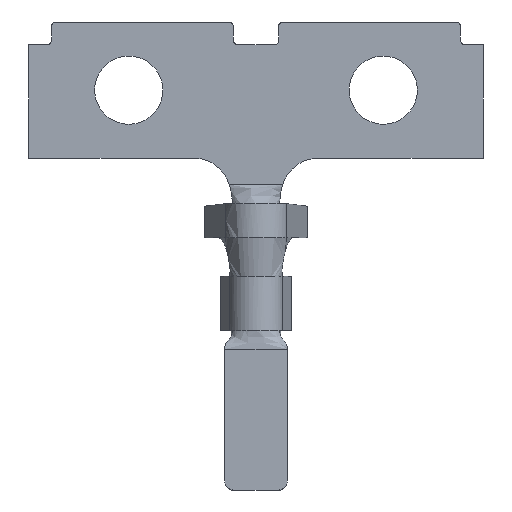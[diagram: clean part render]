
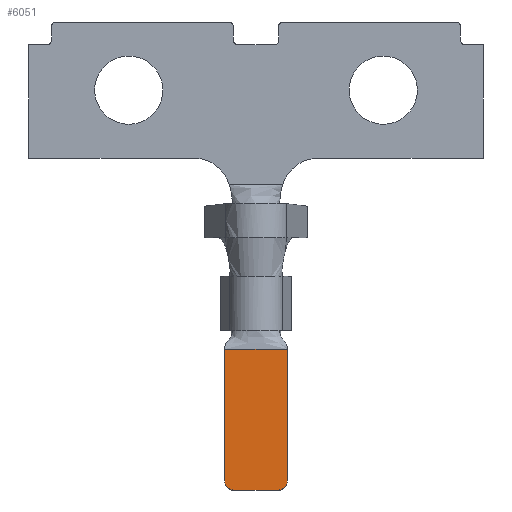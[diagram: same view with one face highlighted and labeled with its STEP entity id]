
A CAD part, front view. The second image highlights one B-rep face of the part: STEP entity #6051.
In plain terms, the highlighted planar face has unit normal (0, -1, 0).
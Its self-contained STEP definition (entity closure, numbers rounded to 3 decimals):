
#1429=CARTESIAN_POINT('',(-0.69,0.,-5.7));
#1430=VERTEX_POINT('',#1429);
#2721=CARTESIAN_POINT('',(0.69,0.,-5.7));
#2722=VERTEX_POINT('',#2721);
#4319=CARTESIAN_POINT('',(-0.69,0.,-5.7));
#4320=DIRECTION('',(1.,0.,0.));
#4321=VECTOR('',#4320,1.38);
#4322=LINE('',#4319,#4321);
#4323=EDGE_CURVE('',#1430,#2722,#4322,.T.);
#4342=CARTESIAN_POINT('',(-0.69,0.,-8.6));
#4343=VERTEX_POINT('',#4342);
#4350=CARTESIAN_POINT('',(-0.69,0.,-8.6));
#4351=DIRECTION('',(0.,0.,1.));
#4352=VECTOR('',#4351,2.9);
#4353=LINE('',#4350,#4352);
#4354=EDGE_CURVE('',#4343,#1430,#4353,.T.);
#5083=CARTESIAN_POINT('',(0.69,0.,-8.6));
#5084=VERTEX_POINT('',#5083);
#5085=CARTESIAN_POINT('',(0.69,0.,-8.6));
#5086=DIRECTION('',(0.,0.,1.));
#5087=VECTOR('',#5086,2.9);
#5088=LINE('',#5085,#5087);
#5089=EDGE_CURVE('',#5084,#2722,#5088,.T.);
#6017=CARTESIAN_POINT('',(0.69,0.,-8.8));
#6018=DIRECTION('',(-1.,0.,0.));
#6019=DIRECTION('',(-0.,-1.,-0.));
#6020=AXIS2_PLACEMENT_3D('',#6017,#6019,#6018);
#6021=PLANE('',#6020);
#6022=ORIENTED_EDGE('',*,*,#5089,.T.);
#6023=ORIENTED_EDGE('',*,*,#4323,.F.);
#6024=ORIENTED_EDGE('',*,*,#4354,.F.);
#6025=CARTESIAN_POINT('',(-0.49,0.,-8.8));
#6026=VERTEX_POINT('',#6025);
#6027=CARTESIAN_POINT('',(-0.49,0.,-8.6));
#6028=DIRECTION('',(-1.,0.,0.));
#6029=DIRECTION('',(0.,-1.,0.));
#6030=AXIS2_PLACEMENT_3D('',#6027,#6029,#6028);
#6031=CIRCLE('',#6030,0.2);
#6032=EDGE_CURVE('',#4343,#6026,#6031,.T.);
#6033=ORIENTED_EDGE('',*,*,#6032,.T.);
#6034=CARTESIAN_POINT('',(0.49,0.,-8.8));
#6035=VERTEX_POINT('',#6034);
#6036=CARTESIAN_POINT('',(-0.49,0.,-8.8));
#6037=DIRECTION('',(1.,0.,0.));
#6038=VECTOR('',#6037,0.98);
#6039=LINE('',#6036,#6038);
#6040=EDGE_CURVE('',#6026,#6035,#6039,.T.);
#6041=ORIENTED_EDGE('',*,*,#6040,.T.);
#6042=CARTESIAN_POINT('',(0.49,0.,-8.6));
#6043=DIRECTION('',(0.,0.,-1.));
#6044=DIRECTION('',(0.,-1.,0.));
#6045=AXIS2_PLACEMENT_3D('',#6042,#6044,#6043);
#6046=CIRCLE('',#6045,0.2);
#6047=EDGE_CURVE('',#6035,#5084,#6046,.T.);
#6048=ORIENTED_EDGE('',*,*,#6047,.T.);
#6049=EDGE_LOOP('',(#6022,#6023,#6024,#6033,#6041,#6048));
#6050=FACE_OUTER_BOUND('',#6049,.T.);
#6051=ADVANCED_FACE('',(#6050),#6021,.T.);
